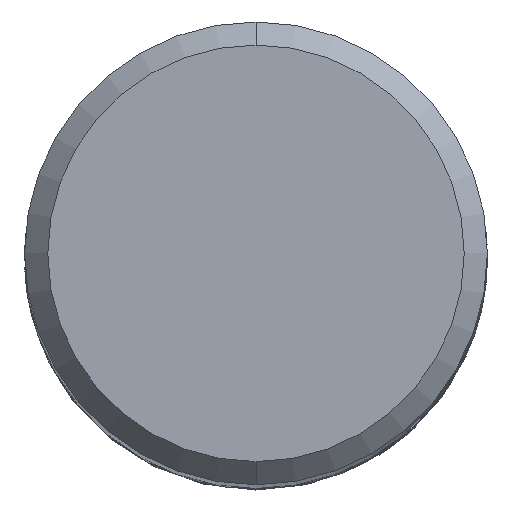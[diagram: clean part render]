
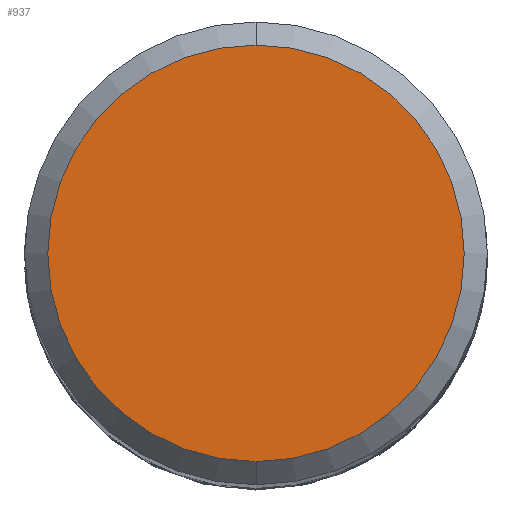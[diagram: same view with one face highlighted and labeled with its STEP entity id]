
A CAD part, top view. The second image highlights one B-rep face of the part: STEP entity #937.
In plain terms, the highlighted planar face has unit normal (0, 0, 1).
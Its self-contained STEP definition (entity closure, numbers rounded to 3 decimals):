
#937=ADVANCED_FACE('',(#2092),#2093,.T.);
#1219=EDGE_CURVE('',#1237,#1287,#2397,.T.);
#1237=VERTEX_POINT('',#2417);
#1287=VERTEX_POINT('',#2472);
#1337=EDGE_CURVE('',#1287,#1237,#2528,.T.);
#2092=FACE_OUTER_BOUND('',#6545,.T.);
#2093=PLANE('',#6546);
#2397=CIRCLE('',#8876,4.5);
#2417=CARTESIAN_POINT('',(0.,-4.5,0.0));
#2472=CARTESIAN_POINT('',(0.0,4.5,0.0));
#2528=CIRCLE('',#10330,4.5);
#6545=EDGE_LOOP('',(#14274,#14275));
#6546=AXIS2_PLACEMENT_3D('',#14276,#14277,#14278);
#8876=AXIS2_PLACEMENT_3D('',#14584,#14585,#14586);
#10330=AXIS2_PLACEMENT_3D('',#14755,#14756,#14757);
#14274=ORIENTED_EDGE('',*,*,#1337,.F.);
#14275=ORIENTED_EDGE('',*,*,#1219,.F.);
#14276=CARTESIAN_POINT('',(0.0,2.25,0.0));
#14277=DIRECTION('',(-0.0,0.0,1.0));
#14278=DIRECTION('',(0.0,-1.0,0.0));
#14584=CARTESIAN_POINT('',(0.0,0.0,0.0));
#14585=DIRECTION('',(0.0,0.0,-1.0));
#14586=DIRECTION('',(0.0,1.0,0.0));
#14755=CARTESIAN_POINT('',(0.0,0.0,0.0));
#14756=DIRECTION('',(0.0,0.0,-1.0));
#14757=DIRECTION('',(0.0,1.0,0.0));
